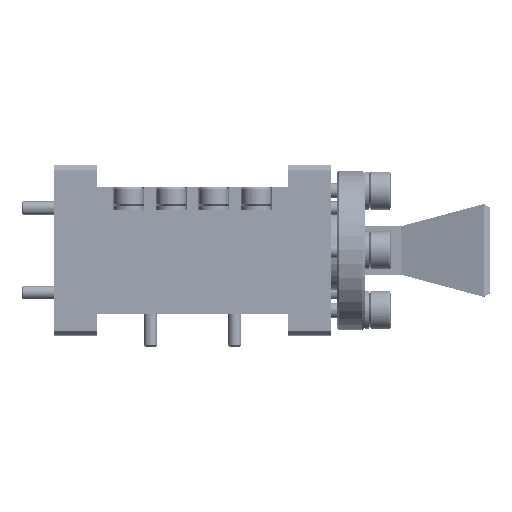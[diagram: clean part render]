
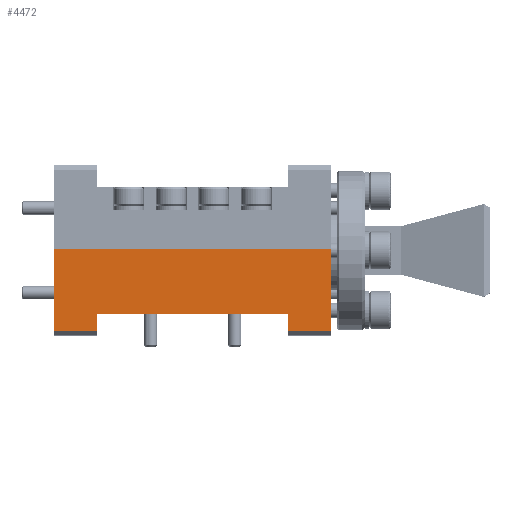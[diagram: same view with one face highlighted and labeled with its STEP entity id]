
A CAD part, top view. The second image highlights one B-rep face of the part: STEP entity #4472.
In plain terms, the highlighted planar face has unit normal (0, 0, 1).
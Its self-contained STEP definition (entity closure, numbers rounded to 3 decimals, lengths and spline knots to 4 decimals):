
#3679 = LINE ( 'NONE', #48428, #114657 ) ;
#4472 = ADVANCED_FACE ( 'NONE', ( #125564 ), #13154, .T. ) ;
#5071 = CARTESIAN_POINT ( 'NONE',  ( -6.2069, 0.0772, 1.4378 ) ) ;
#5318 = EDGE_CURVE ( 'NONE', #99112, #99446, #109401, .T. ) ;
#6734 = VECTOR ( 'NONE', #83195, 39.3701 ) ;
#9670 = CARTESIAN_POINT ( 'NONE',  ( -6.0069, -0.0028, 1.4378 ) ) ;
#11830 = EDGE_CURVE ( 'NONE', #43905, #113959, #31214, .T. ) ;
#12385 = DIRECTION ( 'NONE',  ( 0., 1., 0. ) ) ;
#12699 = CARTESIAN_POINT ( 'NONE',  ( -4.9069, 0.3832, 1.4378 ) ) ;
#13154 = PLANE ( 'NONE',  #21393 ) ;
#16821 = ORIENTED_EDGE ( 'NONE', *, *, #84334, .F. ) ;
#21393 = AXIS2_PLACEMENT_3D ( 'NONE', #96339, #95911, #44273 ) ;
#22616 = ORIENTED_EDGE ( 'NONE', *, *, #74038, .T. ) ;
#26162 = CARTESIAN_POINT ( 'NONE',  ( -4.9069, -0.0228, 1.4378 ) ) ;
#28611 = LINE ( 'NONE', #5071, #99425 ) ;
#31214 = LINE ( 'NONE', #65107, #52174 ) ;
#32453 = CARTESIAN_POINT ( 'NONE',  ( -6.2069, 0.3832, 1.4378 ) ) ;
#33966 = CARTESIAN_POINT ( 'NONE',  ( -6.2069, 0.3832, 1.4378 ) ) ;
#43905 = VERTEX_POINT ( 'NONE', #74474 ) ;
#44273 = DIRECTION ( 'NONE',  ( 1., 0., 0. ) ) ;
#45139 = VECTOR ( 'NONE', #67117, 39.3701 ) ;
#48428 = CARTESIAN_POINT ( 'NONE',  ( -4.9069, -0.0028, 1.4378 ) ) ;
#49232 = ORIENTED_EDGE ( 'NONE', *, *, #60666, .F. ) ;
#49970 = EDGE_CURVE ( 'NONE', #98451, #53059, #98231, .T. ) ;
#50634 = CARTESIAN_POINT ( 'NONE',  ( -6.2069, -0.0228, 1.4378 ) ) ;
#52174 = VECTOR ( 'NONE', #12385, 39.3701 ) ;
#52610 = LINE ( 'NONE', #50634, #91186 ) ;
#52874 = DIRECTION ( 'NONE',  ( 1., 0., 0. ) ) ;
#53059 = VERTEX_POINT ( 'NONE', #12699 ) ;
#54005 = CARTESIAN_POINT ( 'NONE',  ( -5.1069, 0.0772, 1.4378 ) ) ;
#55088 = EDGE_LOOP ( 'NONE', ( #16821, #75118, #49232, #70951, #74388, #22616, #89429, #68672 ) ) ;
#55205 = DIRECTION ( 'NONE',  ( 1., 0., 0. ) ) ;
#56331 = CARTESIAN_POINT ( 'NONE',  ( -6.0069, 0.0772, 1.4378 ) ) ;
#60666 = EDGE_CURVE ( 'NONE', #86594, #99446, #120935, .T. ) ;
#62801 = VECTOR ( 'NONE', #52874, 39.3701 ) ;
#65107 = CARTESIAN_POINT ( 'NONE',  ( -5.1069, -0.0228, 1.4378 ) ) ;
#67117 = DIRECTION ( 'NONE',  ( 0., 1., 0. ) ) ;
#68532 = EDGE_CURVE ( 'NONE', #110892, #53059, #108611, .T. ) ;
#68672 = ORIENTED_EDGE ( 'NONE', *, *, #68532, .F. ) ;
#70951 = ORIENTED_EDGE ( 'NONE', *, *, #108263, .T. ) ;
#74038 = EDGE_CURVE ( 'NONE', #43905, #98451, #3679, .T. ) ;
#74388 = ORIENTED_EDGE ( 'NONE', *, *, #11830, .F. ) ;
#74474 = CARTESIAN_POINT ( 'NONE',  ( -5.1069, -0.0028, 1.4378 ) ) ;
#75118 = ORIENTED_EDGE ( 'NONE', *, *, #5318, .T. ) ;
#76589 = CARTESIAN_POINT ( 'NONE',  ( -4.9069, -0.0028, 1.4378 ) ) ;
#79255 = CARTESIAN_POINT ( 'NONE',  ( -6.0069, -0.0028, 1.4378 ) ) ;
#83195 = DIRECTION ( 'NONE',  ( 0., -1., 0. ) ) ;
#84334 = EDGE_CURVE ( 'NONE', #99112, #110892, #52610, .T. ) ;
#86594 = VERTEX_POINT ( 'NONE', #56331 ) ;
#89429 = ORIENTED_EDGE ( 'NONE', *, *, #49970, .T. ) ;
#91186 = VECTOR ( 'NONE', #91959, 39.3701 ) ;
#91959 = DIRECTION ( 'NONE',  ( 0., 1., 0. ) ) ;
#93061 = CARTESIAN_POINT ( 'NONE',  ( -6.0069, -0.0228, 1.4378 ) ) ;
#95911 = DIRECTION ( 'NONE',  ( 0., 0., 1. ) ) ;
#96339 = CARTESIAN_POINT ( 'NONE',  ( -6.2069, -0.0228, 1.4378 ) ) ;
#98231 = LINE ( 'NONE', #26162, #45139 ) ;
#98451 = VERTEX_POINT ( 'NONE', #76589 ) ;
#99112 = VERTEX_POINT ( 'NONE', #130490 ) ;
#99425 = VECTOR ( 'NONE', #55205, 39.3701 ) ;
#99446 = VERTEX_POINT ( 'NONE', #79255 ) ;
#108263 = EDGE_CURVE ( 'NONE', #86594, #113959, #28611, .T. ) ;
#108611 = LINE ( 'NONE', #33966, #113327 ) ;
#109401 = LINE ( 'NONE', #9670, #62801 ) ;
#110892 = VERTEX_POINT ( 'NONE', #32453 ) ;
#113327 = VECTOR ( 'NONE', #126503, 39.3701 ) ;
#113959 = VERTEX_POINT ( 'NONE', #54005 ) ;
#114657 = VECTOR ( 'NONE', #121106, 39.3701 ) ;
#120935 = LINE ( 'NONE', #93061, #6734 ) ;
#121106 = DIRECTION ( 'NONE',  ( 1., 0., 0. ) ) ;
#125564 = FACE_OUTER_BOUND ( 'NONE', #55088, .T. ) ;
#126503 = DIRECTION ( 'NONE',  ( 1., 0., 0. ) ) ;
#130490 = CARTESIAN_POINT ( 'NONE',  ( -6.2069, -0.0028, 1.4378 ) ) ;
